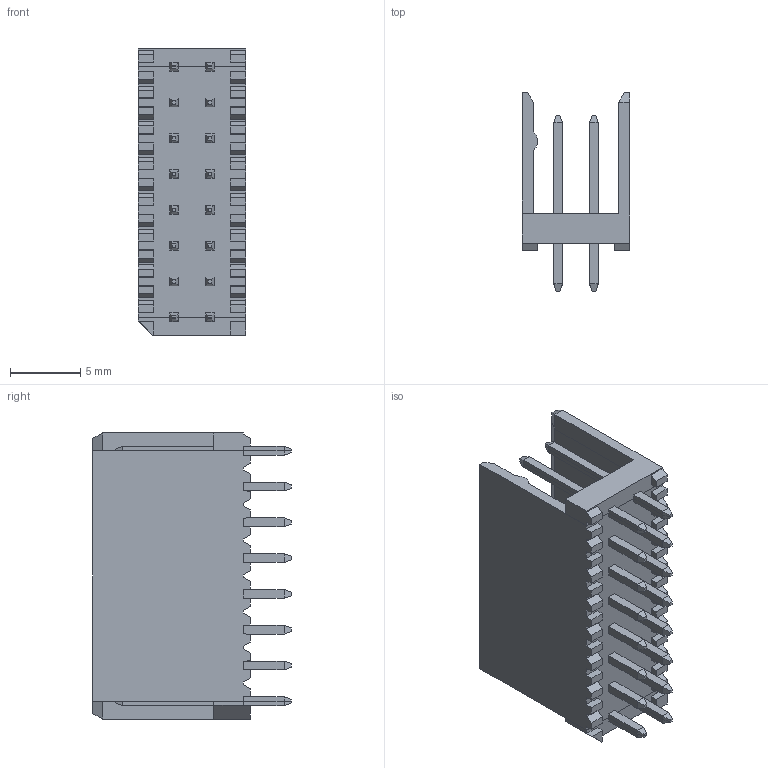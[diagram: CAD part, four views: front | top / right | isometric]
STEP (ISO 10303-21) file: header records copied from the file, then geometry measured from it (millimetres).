
FILE_DESCRIPTION( ( 'Unknown' ), '1' );
FILE_NAME( '66101621622.stp', 'Unknown', ( 'Unknown' ), ( 'Unknown' ), 'PSStep 17.0.49', 'Unknown', ' ' );
FILE_SCHEMA( ( 'AUTOMOTIVE_DESIGN { 1 0 10303 214 1 1 1 1 }' ) );
Length unit declared in the file: millimetre
Products named in the file (4): Assem1; 47518481_04_12_440_SX; 47518481_04_12_440_DX; 47518481_04_12_440_CNT
Assembly tree (3 placements, depth 2):
  Assem1
    47518481_04_12_440_SX
    47518481_04_12_440_DX
    47518481_04_12_440_CNT
Bounding box: 7.6 x 14.1 x 20.32 mm (x, y, z)
Volume: 650 mm3; surface area: 1679.4 mm2
Topology: 3 solids, 3 shells, 489 faces, 1247 edges, 788 vertices
Faces by surface type: plane 488, cylinder 1
Entity records: 18265 total; most frequent: CARTESIAN_POINT 2528, ORIENTED_EDGE 2494, DIRECTION 2235, EDGE_CURVE 1247, LINE 1245, VECTOR 1245, VERTEX_POINT 788, EDGE_LOOP 513
